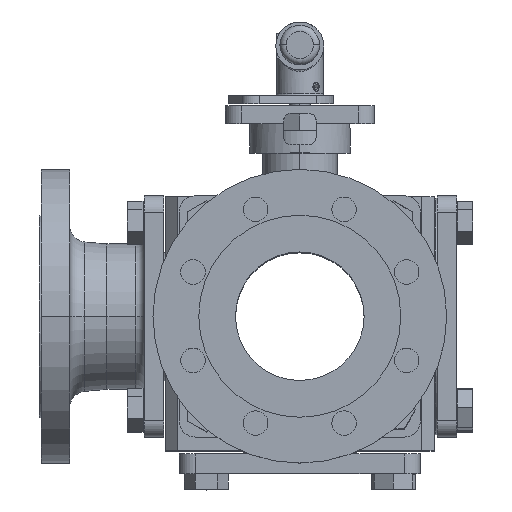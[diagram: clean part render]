
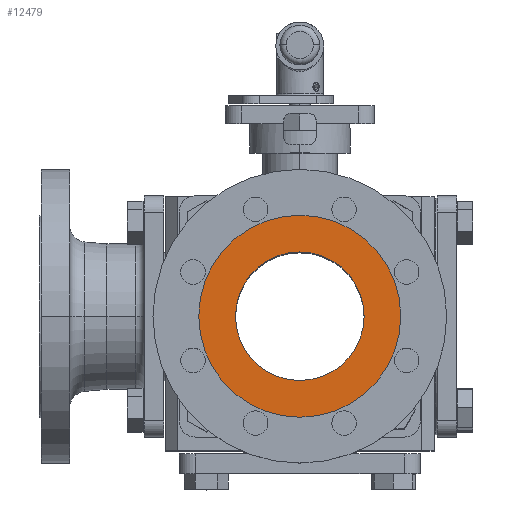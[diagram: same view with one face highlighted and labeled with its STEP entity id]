
A CAD part, top view. The second image highlights one B-rep face of the part: STEP entity #12479.
In plain terms, the highlighted planar face has unit normal (0, 0, 1).
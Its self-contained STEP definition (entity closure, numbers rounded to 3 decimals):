
#3451 = CIRCLE ( 'NONE', #25025, 50.038 ) ;
#5062 = EDGE_CURVE ( 'NONE', #14931, #6512, #6613, .T. ) ;
#5375 = FACE_BOUND ( 'NONE', #12573, .T. ) ;
#6512 = VERTEX_POINT ( 'NONE', #8684 ) ;
#6613 = CIRCLE ( 'NONE', #20362, 78.613 ) ;
#7067 = EDGE_CURVE ( 'NONE', #22926, #14904, #11796, .T. ) ;
#7685 = FACE_OUTER_BOUND ( 'NONE', #19817, .T. ) ;
#7809 = CARTESIAN_POINT ( 'NONE',  ( -3.197, 23.354, 188.766 ) ) ;
#7940 = CARTESIAN_POINT ( 'NONE',  ( 46.841, 23.354, 188.766 ) ) ;
#8684 = CARTESIAN_POINT ( 'NONE',  ( -81.81, 23.354, 188.766 ) ) ;
#9239 = CARTESIAN_POINT ( 'NONE',  ( -3.197, 23.354, 188.766 ) ) ;
#9559 = CARTESIAN_POINT ( 'NONE',  ( -3.197, 23.354, 188.766 ) ) ;
#9968 = DIRECTION ( 'NONE',  ( -1., 0., 0. ) ) ;
#10809 = DIRECTION ( 'NONE',  ( 0., 0., -1. ) ) ;
#11006 = ORIENTED_EDGE ( 'NONE', *, *, #5062, .T. ) ;
#11796 = CIRCLE ( 'NONE', #13951, 50.038 ) ;
#12479 = ADVANCED_FACE ( 'NONE', ( #5375, #7685 ), #25882, .T. ) ;
#12573 = EDGE_LOOP ( 'NONE', ( #14093, #26100 ) ) ;
#13008 = DIRECTION ( 'NONE',  ( -1., 0., 0. ) ) ;
#13220 = EDGE_CURVE ( 'NONE', #14904, #22926, #3451, .T. ) ;
#13494 = DIRECTION ( 'NONE',  ( 0., 0., 1. ) ) ;
#13752 = EDGE_CURVE ( 'NONE', #6512, #14931, #21618, .T. ) ;
#13951 = AXIS2_PLACEMENT_3D ( 'NONE', #9559, #15116, #21831 ) ;
#14093 = ORIENTED_EDGE ( 'NONE', *, *, #13220, .T. ) ;
#14904 = VERTEX_POINT ( 'NONE', #7940 ) ;
#14931 = VERTEX_POINT ( 'NONE', #22361 ) ;
#15116 = DIRECTION ( 'NONE',  ( 0., 0., -1. ) ) ;
#15289 = CARTESIAN_POINT ( 'NONE',  ( -3.197, 23.354, 188.766 ) ) ;
#15299 = DIRECTION ( 'NONE',  ( 0., 0., 1. ) ) ;
#16141 = CARTESIAN_POINT ( 'NONE',  ( -53.235, 23.354, 188.766 ) ) ;
#16928 = AXIS2_PLACEMENT_3D ( 'NONE', #7809, #13494, #9968 ) ;
#17224 = DIRECTION ( 'NONE',  ( -1., 0., 0. ) ) ;
#18584 = AXIS2_PLACEMENT_3D ( 'NONE', #15289, #23504, #13008 ) ;
#19408 = CARTESIAN_POINT ( 'NONE',  ( -3.197, 23.354, 188.766 ) ) ;
#19817 = EDGE_LOOP ( 'NONE', ( #11006, #24992 ) ) ;
#20362 = AXIS2_PLACEMENT_3D ( 'NONE', #9239, #15299, #21373 ) ;
#21373 = DIRECTION ( 'NONE',  ( -1., 0., 0. ) ) ;
#21618 = CIRCLE ( 'NONE', #18584, 78.613 ) ;
#21831 = DIRECTION ( 'NONE',  ( -1., 0., 0. ) ) ;
#22361 = CARTESIAN_POINT ( 'NONE',  ( 75.416, 23.354, 188.766 ) ) ;
#22926 = VERTEX_POINT ( 'NONE', #16141 ) ;
#23504 = DIRECTION ( 'NONE',  ( 0., 0., 1. ) ) ;
#24992 = ORIENTED_EDGE ( 'NONE', *, *, #13752, .T. ) ;
#25025 = AXIS2_PLACEMENT_3D ( 'NONE', #19408, #10809, #17224 ) ;
#25882 = PLANE ( 'NONE',  #16928 ) ;
#26100 = ORIENTED_EDGE ( 'NONE', *, *, #7067, .T. ) ;
